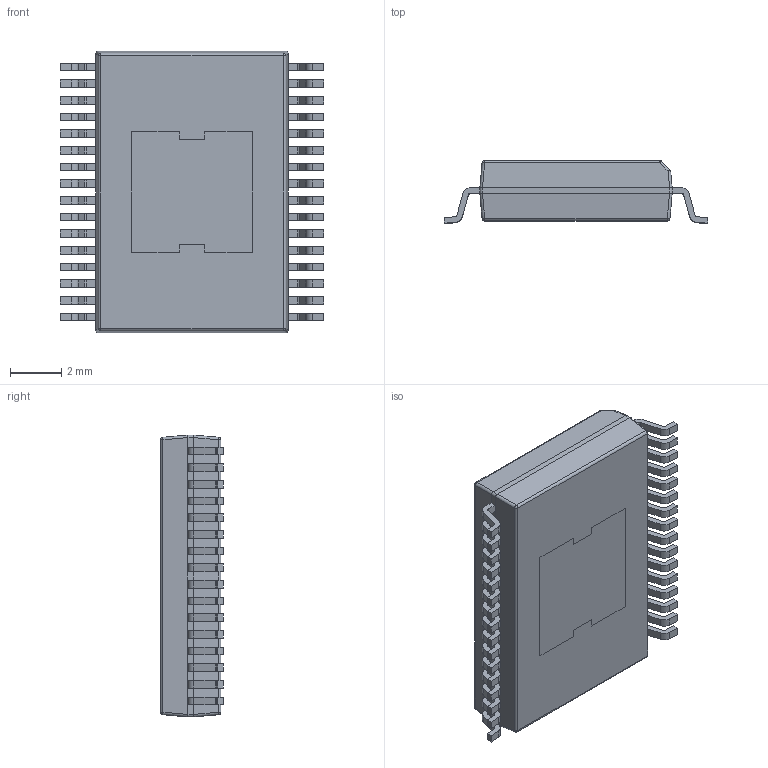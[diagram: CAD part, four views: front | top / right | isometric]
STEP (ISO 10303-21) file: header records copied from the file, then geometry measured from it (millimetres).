
FILE_DESCRIPTION (( 'STEP AP214' ), '1' );
FILE_NAME ('MC33972ATEK.STEP', '2018-09-11T07:41:47', ( '' ), ( '' ), 'SwSTEP 2.0', 'SolidWorks 2017', '' );
FILE_SCHEMA (( 'AUTOMOTIVE_DESIGN' ));
Length unit declared in the file: millimetre
Products named in the file (1): MC33972ATEK
Bounding box: 10.3 x 2.45 x 11 mm (x, y, z)
Volume: 193.9 mm3; surface area: 363.7 mm2
Topology: 34 solids, 34 shells, 523 faces, 1343 edges, 882 vertices
Faces by surface type: plane 363, cylinder 152, sphere 8
Entity records: 16052 total; most frequent: CARTESIAN_POINT 2777, ORIENTED_EDGE 2670, DIRECTION 2655, EDGE_CURVE 1335, LINE 1039, VECTOR 1039, VERTEX_POINT 882, AXIS2_PLACEMENT_3D 808
